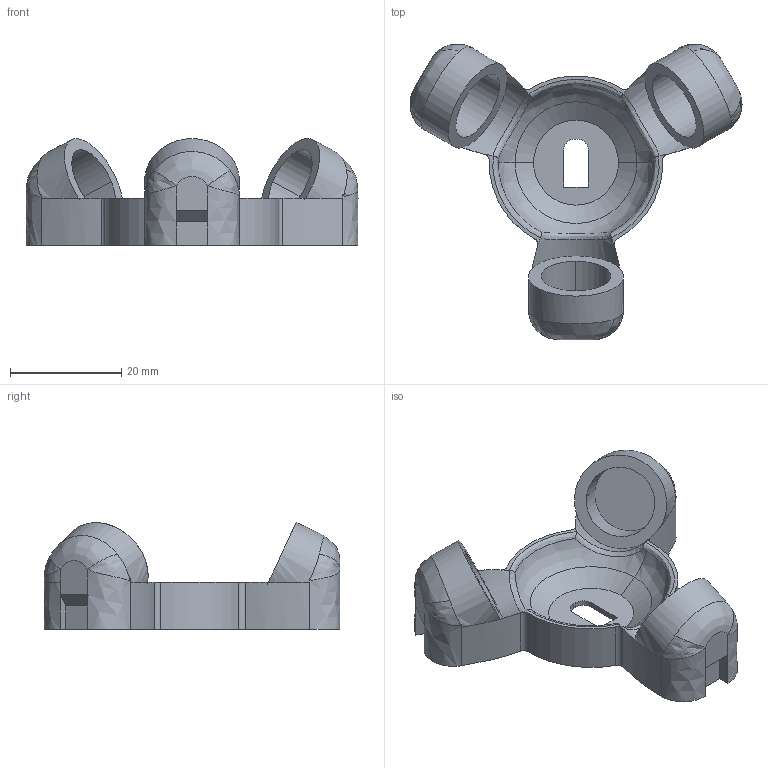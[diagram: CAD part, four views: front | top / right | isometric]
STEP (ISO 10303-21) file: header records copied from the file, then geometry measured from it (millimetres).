
FILE_DESCRIPTION(/* description */ ('STEP AP242','CAx-IF Rec.Pracs.---Representation and Presentation of Product Manufacturing Information (PMI)---4.0---2014-10-13','CAx-IF Rec.Pracs.---3D Tessellated Geometry---0.4---2014-09-14','2;1'),/* implementation_level */ '2;1');
FILE_NAME(/* name */ '67fc4041334241629f87ebe2',/* time_stamp */ '2025-04-13T22:52:51Z',/* author */ (''),/* organization */ (''),/* preprocessor_version */ 'ST-DEVELOPER v20',/* originating_system */ 'ONSHAPE BY PTC INC, 1.196',/* authorisation */ ' ');
FILE_SCHEMA (('AP242_MANAGED_MODEL_BASED_3D_ENGINEERING_MIM_LF { 1 0 10303 442 1 1 4 }'));
Length unit declared in the file: metre
Products named in the file (1): Top-support
Bounding box: 59.81 x 53.3 x 19.26 mm (x, y, z)
Volume: 10401.5 mm3; surface area: 6891.7 mm2
Topology: 1 solids, 1 shells, 86 faces, 280 edges, 196 vertices
Faces by surface type: bspline 86
Entity records: 13646 total; most frequent: CARTESIAN_POINT 11588, ORIENTED_EDGE 554, EDGE_CURVE 277, DIRECTION 247, VERTEX_POINT 196, B_SPLINE_CURVE_WITH_KNOTS 101, EDGE_LOOP 91, FACE_BOUND 91
